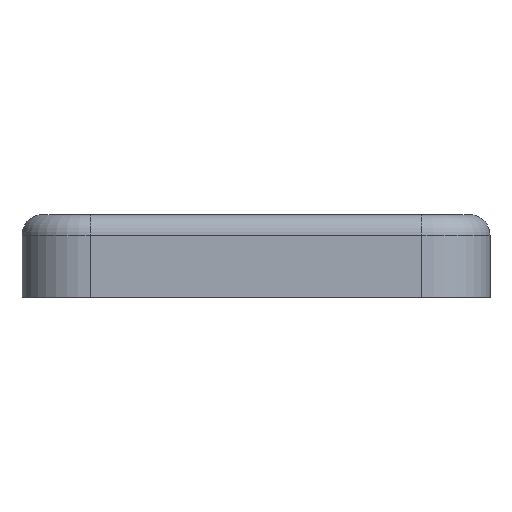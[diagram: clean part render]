
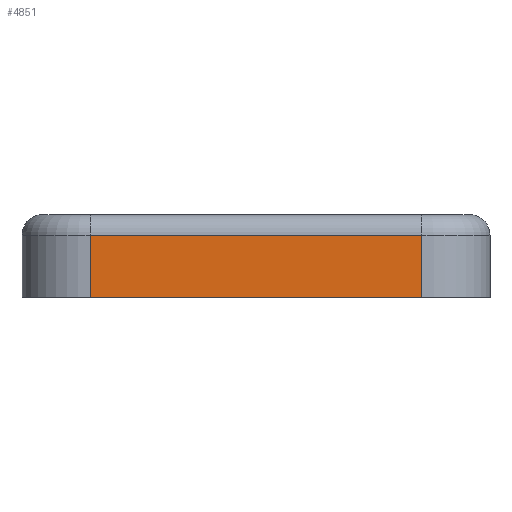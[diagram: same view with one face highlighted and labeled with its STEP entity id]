
A CAD part, front view. The second image highlights one B-rep face of the part: STEP entity #4851.
In plain terms, the highlighted planar face has unit normal (0, -1, 0).
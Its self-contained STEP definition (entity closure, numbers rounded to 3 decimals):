
#87 = FACE_OUTER_BOUND ( 'NONE', #2406, .T. ) ;
#90 = DIRECTION ( 'NONE',  ( 0., 0., -1. ) ) ;
#102 = VERTEX_POINT ( 'NONE', #4340 ) ;
#106 = LINE ( 'NONE', #4826, #2000 ) ;
#127 = CARTESIAN_POINT ( 'NONE',  ( -4., -16., 2. ) ) ;
#312 = LINE ( 'NONE', #721, #3095 ) ;
#521 = CARTESIAN_POINT ( 'NONE',  ( 4., -16., 2. ) ) ;
#687 = EDGE_CURVE ( 'NONE', #3156, #5859, #3576, .T. ) ;
#721 = CARTESIAN_POINT ( 'NONE',  ( -4., -16., 2. ) ) ;
#1577 = DIRECTION ( 'NONE',  ( 0., 1., 0. ) ) ;
#1622 = DIRECTION ( 'NONE',  ( -1., 0., 0. ) ) ;
#1976 = DIRECTION ( 'NONE',  ( 1., 0., 0. ) ) ;
#2000 = VECTOR ( 'NONE', #1622, 1000. ) ;
#2072 = ORIENTED_EDGE ( 'NONE', *, *, #6166, .F. ) ;
#2193 = ORIENTED_EDGE ( 'NONE', *, *, #687, .T. ) ;
#2212 = DIRECTION ( 'NONE',  ( 0., 0., 1. ) ) ;
#2248 = DIRECTION ( 'NONE',  ( 0., 0., -1. ) ) ;
#2406 = EDGE_LOOP ( 'NONE', ( #2072, #3785, #2861, #2193 ) ) ;
#2753 = VECTOR ( 'NONE', #1976, 1000. ) ;
#2861 = ORIENTED_EDGE ( 'NONE', *, *, #4940, .T. ) ;
#3095 = VECTOR ( 'NONE', #2248, 1000. ) ;
#3156 = VERTEX_POINT ( 'NONE', #4553 ) ;
#3283 = VECTOR ( 'NONE', #90, 1000. ) ;
#3431 = CARTESIAN_POINT ( 'NONE',  ( 4., -16., 0. ) ) ;
#3432 = AXIS2_PLACEMENT_3D ( 'NONE', #127, #1577, #2212 ) ;
#3576 = LINE ( 'NONE', #5083, #2753 ) ;
#3785 = ORIENTED_EDGE ( 'NONE', *, *, #4057, .T. ) ;
#4057 = EDGE_CURVE ( 'NONE', #102, #6401, #106, .T. ) ;
#4261 = LINE ( 'NONE', #521, #3283 ) ;
#4340 = CARTESIAN_POINT ( 'NONE',  ( 4., -16., 1.5 ) ) ;
#4553 = CARTESIAN_POINT ( 'NONE',  ( -4., -16., 0. ) ) ;
#4772 = PLANE ( 'NONE',  #3432 ) ;
#4826 = CARTESIAN_POINT ( 'NONE',  ( -4., -16., 1.5 ) ) ;
#4851 = ADVANCED_FACE ( 'NONE', ( #87 ), #4772, .F. ) ;
#4940 = EDGE_CURVE ( 'NONE', #6401, #3156, #312, .T. ) ;
#5083 = CARTESIAN_POINT ( 'NONE',  ( -4., -16., 0. ) ) ;
#5859 = VERTEX_POINT ( 'NONE', #3431 ) ;
#6163 = CARTESIAN_POINT ( 'NONE',  ( -4., -16., 1.5 ) ) ;
#6166 = EDGE_CURVE ( 'NONE', #102, #5859, #4261, .T. ) ;
#6401 = VERTEX_POINT ( 'NONE', #6163 ) ;
